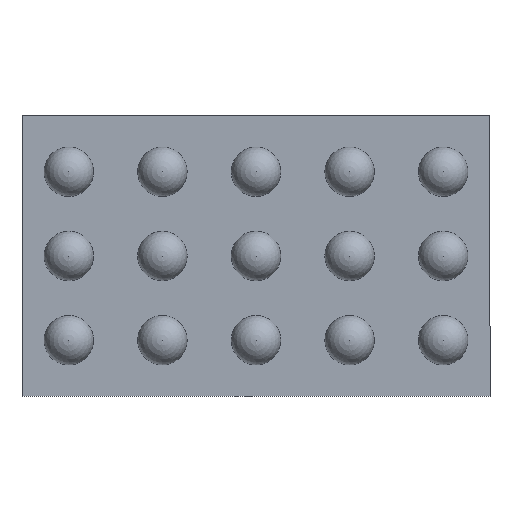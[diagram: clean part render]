
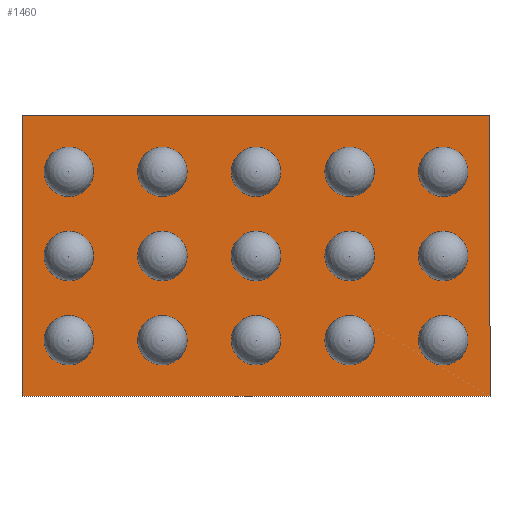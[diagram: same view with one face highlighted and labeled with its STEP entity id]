
A CAD part, front view. The second image highlights one B-rep face of the part: STEP entity #1460.
In plain terms, the highlighted planar face has unit normal (0, -1, 0).
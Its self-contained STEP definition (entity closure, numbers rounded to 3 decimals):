
#1 = VECTOR ( 'NONE', #503, 1000. ) ;
#11 = PLANE ( 'NONE',  #1144 ) ;
#23 = LINE ( 'NONE', #1139, #230 ) ;
#54 = VERTEX_POINT ( 'NONE', #650 ) ;
#60 = LINE ( 'NONE', #590, #890 ) ;
#127 = DIRECTION ( 'NONE',  ( 0., -1., 0. ) ) ;
#146 = LINE ( 'NONE', #1612, #1 ) ;
#230 = VECTOR ( 'NONE', #1150, 1000. ) ;
#236 = EDGE_CURVE ( 'NONE', #765, #1297, #60, .T. ) ;
#251 = ORIENTED_EDGE ( 'NONE', *, *, #1482, .F. ) ;
#503 = DIRECTION ( 'NONE',  ( 0., 0., 1. ) ) ;
#541 = ORIENTED_EDGE ( 'NONE', *, *, #566, .F. ) ;
#566 = EDGE_CURVE ( 'NONE', #1297, #54, #23, .T. ) ;
#590 = CARTESIAN_POINT ( 'NONE',  ( -1.25, 0.22, 0.75 ) ) ;
#625 = DIRECTION ( 'NONE',  ( 0., 0., -1. ) ) ;
#650 = CARTESIAN_POINT ( 'NONE',  ( 1.25, 0.22, -0.75 ) ) ;
#765 = VERTEX_POINT ( 'NONE', #1458 ) ;
#867 = ORIENTED_EDGE ( 'NONE', *, *, #1180, .F. ) ;
#880 = VECTOR ( 'NONE', #1550, 1000. ) ;
#890 = VECTOR ( 'NONE', #1358, 1000. ) ;
#895 = CARTESIAN_POINT ( 'NONE',  ( 0., 0.22, 0. ) ) ;
#922 = EDGE_LOOP ( 'NONE', ( #541, #1328, #251, #867 ) ) ;
#1018 = CARTESIAN_POINT ( 'NONE',  ( -1.25, 0.22, -0.75 ) ) ;
#1139 = CARTESIAN_POINT ( 'NONE',  ( 1.25, 0.22, 0.75 ) ) ;
#1144 = AXIS2_PLACEMENT_3D ( 'NONE', #895, #127, #625 ) ;
#1150 = DIRECTION ( 'NONE',  ( 0., 0., -1. ) ) ;
#1180 = EDGE_CURVE ( 'NONE', #54, #1568, #1289, .T. ) ;
#1183 = CARTESIAN_POINT ( 'NONE',  ( -1.25, 0.22, -0.75 ) ) ;
#1289 = LINE ( 'NONE', #1183, #880 ) ;
#1297 = VERTEX_POINT ( 'NONE', #1453 ) ;
#1328 = ORIENTED_EDGE ( 'NONE', *, *, #236, .F. ) ;
#1358 = DIRECTION ( 'NONE',  ( 1., 0., 0. ) ) ;
#1453 = CARTESIAN_POINT ( 'NONE',  ( 1.25, 0.22, 0.75 ) ) ;
#1458 = CARTESIAN_POINT ( 'NONE',  ( -1.25, 0.22, 0.75 ) ) ;
#1460 = ADVANCED_FACE ( 'NONE', ( #1549 ), #11, .T. ) ;
#1482 = EDGE_CURVE ( 'NONE', #1568, #765, #146, .T. ) ;
#1549 = FACE_OUTER_BOUND ( 'NONE', #922, .T. ) ;
#1550 = DIRECTION ( 'NONE',  ( -1., 0., 0. ) ) ;
#1568 = VERTEX_POINT ( 'NONE', #1018 ) ;
#1612 = CARTESIAN_POINT ( 'NONE',  ( -1.25, 0.22, 0.75 ) ) ;
